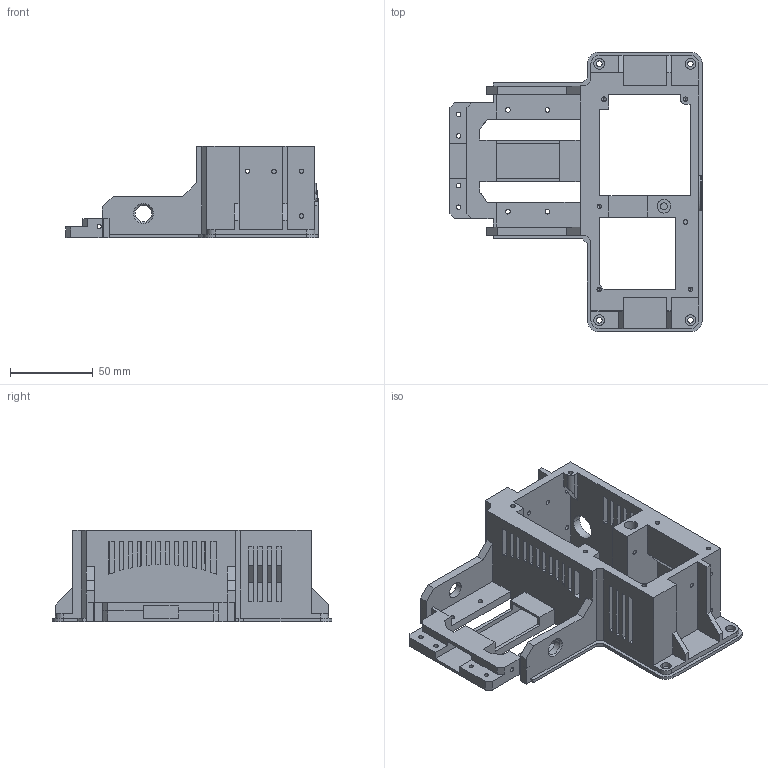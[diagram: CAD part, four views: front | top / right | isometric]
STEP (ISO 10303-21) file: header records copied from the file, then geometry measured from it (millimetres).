
FILE_DESCRIPTION (( 'STEP AP203' ), '1' );
FILE_NAME ('motor housing LEFT-Body.STEP', '2019-01-01T16:40:15', ( '' ), ( '' ), 'SwSTEP 2.0', 'SolidWorks 2018', '' );
FILE_SCHEMA (( 'CONFIG_CONTROL_DESIGN' ));
Length unit declared in the file: millimetre
Products named in the file (1): motor housing LEFT-Body
Bounding box: 152 x 168.63 x 55 mm (x, y, z)
Volume: 225369.5 mm3; surface area: 93572.8 mm2
Topology: 1 solids, 1 shells, 398 faces, 1136 edges, 746 vertices
Faces by surface type: plane 248, cylinder 112, bspline 24, cone 14
Entity records: 17159 total; most frequent: CARTESIAN_POINT 6620, ORIENTED_EDGE 2252, DIRECTION 1998, EDGE_CURVE 1126, LINE 806, VECTOR 806, VERTEX_POINT 746, AXIS2_PLACEMENT_3D 596
